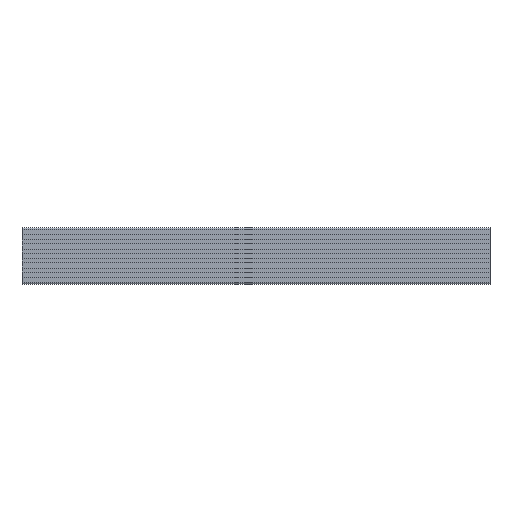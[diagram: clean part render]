
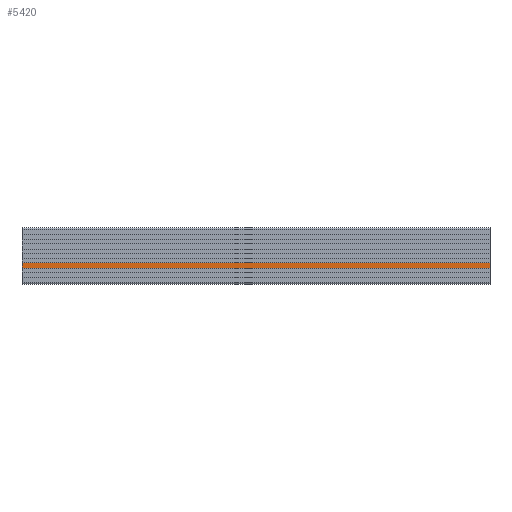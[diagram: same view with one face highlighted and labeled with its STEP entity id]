
A CAD part, front view. The second image highlights one B-rep face of the part: STEP entity #5420.
In plain terms, the highlighted planar face has unit normal (0, -1, 0).
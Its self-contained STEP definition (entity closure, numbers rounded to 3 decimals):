
#2645 = FACE_OUTER_BOUND ( 'NONE', #8691, .T. ) ;
#2690 = EDGE_CURVE ( 'NONE', #12586, #12596, #4810, .T. ) ;
#2730 = EDGE_CURVE ( 'NONE', #12600, #12581, #4889, .T. ) ;
#2759 = EDGE_CURVE ( 'NONE', #12586, #12600, #4948, .T. ) ;
#2767 = EDGE_CURVE ( 'NONE', #12581, #12596, #4965, .T. ) ;
#4810 = LINE ( 'NONE', #12755, #4811 ) ;
#4811 = VECTOR ( 'NONE', #12756, 1000. ) ;
#4889 = LINE ( 'NONE', #12836, #4891 ) ;
#4891 = VECTOR ( 'NONE', #12837, 1000. ) ;
#4948 = LINE ( 'NONE', #12895, #4949 ) ;
#4949 = VECTOR ( 'NONE', #12896, 1000. ) ;
#4965 = LINE ( 'NONE', #12911, #4966 ) ;
#4966 = VECTOR ( 'NONE', #12912, 1000. ) ;
#5420 = ADVANCED_FACE ( 'NONE', ( #2645 ), #7427, .T. ) ;
#6474 = AXIS2_PLACEMENT_3D ( 'NONE', #7430, #7436, #7437 ) ;
#7427 = PLANE ( 'NONE',  #6474 ) ;
#7430 = CARTESIAN_POINT ( 'NONE',  ( -1169.706, -39., 6. ) ) ;
#7436 = DIRECTION ( 'NONE',  ( 0., -1., 0. ) ) ;
#7437 = DIRECTION ( 'NONE',  ( 0., 0., -1. ) ) ;
#8691 = EDGE_LOOP ( 'NONE', ( #13305, #13274, #13270, #13250 ) ) ;
#11992 = CARTESIAN_POINT ( 'NONE',  ( 0., -39., 6. ) ) ;
#11997 = CARTESIAN_POINT ( 'NONE',  ( -1000., -39., -6. ) ) ;
#12007 = CARTESIAN_POINT ( 'NONE',  ( 0., -39., -6. ) ) ;
#12011 = CARTESIAN_POINT ( 'NONE',  ( -1000., -39., 6. ) ) ;
#12581 = VERTEX_POINT ( 'NONE', #11992 ) ;
#12586 = VERTEX_POINT ( 'NONE', #11997 ) ;
#12596 = VERTEX_POINT ( 'NONE', #12007 ) ;
#12600 = VERTEX_POINT ( 'NONE', #12011 ) ;
#12755 = CARTESIAN_POINT ( 'NONE',  ( -1169.706, -39., -6. ) ) ;
#12756 = DIRECTION ( 'NONE',  ( 1., 0., 0. ) ) ;
#12836 = CARTESIAN_POINT ( 'NONE',  ( -1169.706, -39., 6. ) ) ;
#12837 = DIRECTION ( 'NONE',  ( 1., 0., 0. ) ) ;
#12895 = CARTESIAN_POINT ( 'NONE',  ( -1000., -39., 6. ) ) ;
#12896 = DIRECTION ( 'NONE',  ( 0., 0., 1. ) ) ;
#12911 = CARTESIAN_POINT ( 'NONE',  ( 0., -39., 6. ) ) ;
#12912 = DIRECTION ( 'NONE',  ( 0., 0., -1. ) ) ;
#13250 = ORIENTED_EDGE ( 'NONE', *, *, #2730, .F. ) ;
#13270 = ORIENTED_EDGE ( 'NONE', *, *, #2767, .F. ) ;
#13274 = ORIENTED_EDGE ( 'NONE', *, *, #2690, .T. ) ;
#13305 = ORIENTED_EDGE ( 'NONE', *, *, #2759, .F. ) ;
